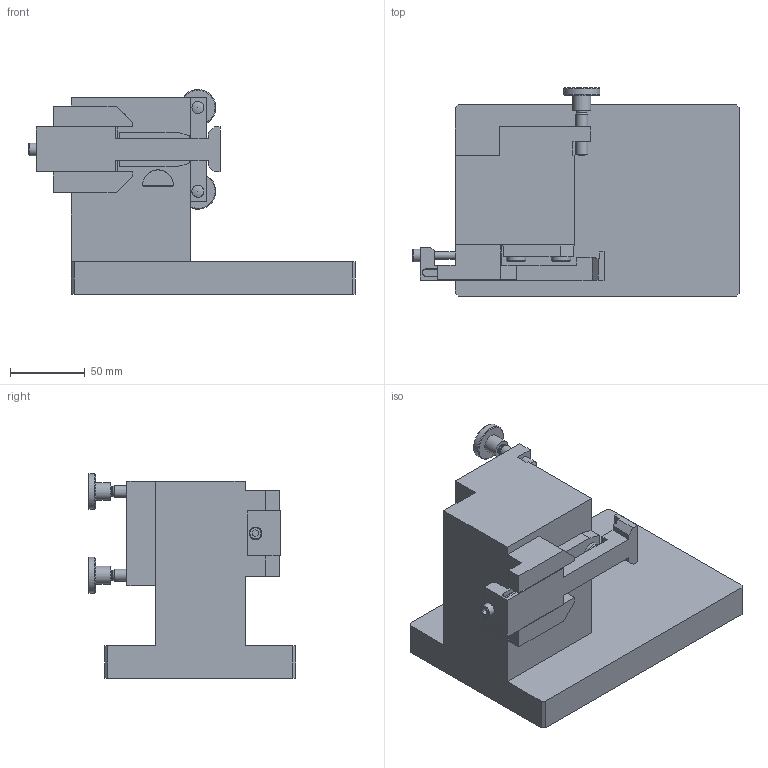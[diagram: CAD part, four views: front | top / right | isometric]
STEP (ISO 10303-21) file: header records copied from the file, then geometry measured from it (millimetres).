
FILE_DESCRIPTION(/* description */ (''),/* implementation_level */ '2;1');
FILE_NAME(/* name */ 'W9990173_B__specification_W9990173_Aussen_.stp',/* time_stamp */ '2013-08-26T07:45:49+02:00',/* author */ (''),/* organization */ (''),/* preprocessor_version */ 'ST-DEVELOPER v11',/* originating_system */ 'SIEMENS PLM Software NX 7.5',/* authorisation */ '');
FILE_SCHEMA (('AUTOMOTIVE_DESIGN { 1 0 10303 214 1 1 1 1 }'));
Length unit declared in the file: millimetre
Products named in the file (1): webe85E64i88
Bounding box: 218.5 x 139 x 137 mm (x, y, z)
Volume: 1197984.5 mm3; surface area: 124328.5 mm2
Topology: 1 solids, 1 shells, 203 faces, 528 edges, 341 vertices
Faces by surface type: plane 147, cylinder 32, cone 14, torus 8, sphere 2
Full cylindrical faces by diameter (mm): 5 x1, 6.7 x2, 8 x5, 8.5 x1, 12 x2, 13 x2, 24 x2
Entity records: 5920 total; most frequent: CARTESIAN_POINT 1060, DIRECTION 971, ORIENTED_EDGE 960, EDGE_CURVE 480, LINE 379, VECTOR 379, VERTEX_POINT 327, AXIS2_PLACEMENT_3D 296
